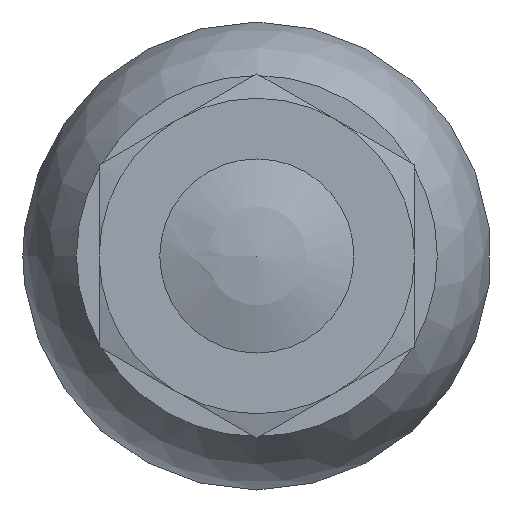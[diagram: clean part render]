
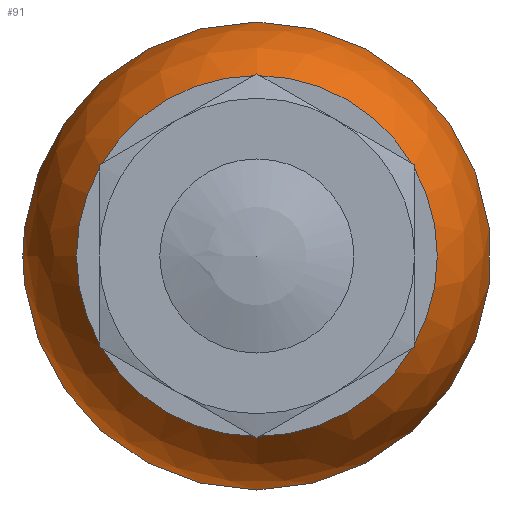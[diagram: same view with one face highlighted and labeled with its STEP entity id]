
A CAD part, left-side view. The second image highlights one B-rep face of the part: STEP entity #91.
In plain terms, the highlighted spherical face has radius 9.65 mm.
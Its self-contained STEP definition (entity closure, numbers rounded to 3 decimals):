
#91 = ADVANCED_FACE( '', ( #205, #206 ), #207, .T. );
#205 = FACE_OUTER_BOUND( '', #346, .T. );
#206 = FACE_OUTER_BOUND( '', #347, .T. );
#207 = SPHERICAL_SURFACE( '', #348, 9.65 );
#346 = EDGE_LOOP( '', ( #544 ) );
#347 = EDGE_LOOP( '', ( #545 ) );
#348 = AXIS2_PLACEMENT_3D( '', #546, #547, #548 );
#544 = ORIENTED_EDGE( '', *, *, #786, .T. );
#545 = ORIENTED_EDGE( '', *, *, #774, .F. );
#546 = CARTESIAN_POINT( '', ( 0., 0., 0. ) );
#547 = DIRECTION( '', ( 1., 0., 0. ) );
#548 = DIRECTION( '', ( 0., 1., 0. ) );
#774 = EDGE_CURVE( '', #911, #911, #912, .T. );
#786 = EDGE_CURVE( '', #929, #929, #930, .T. );
#911 = VERTEX_POINT( '', #1131 );
#912 = CIRCLE( '', #1132, 6.5 );
#929 = VERTEX_POINT( '', #1151 );
#930 = CIRCLE( '', #1152, 7.436 );
#1131 = CARTESIAN_POINT( '', ( 7.132, 6.5, 0. ) );
#1132 = AXIS2_PLACEMENT_3D( '', #1280, #1281, #1282 );
#1151 = CARTESIAN_POINT( '', ( -6.15, 7.436, 0. ) );
#1152 = AXIS2_PLACEMENT_3D( '', #1297, #1298, #1299 );
#1280 = CARTESIAN_POINT( '', ( 7.132, 0., 0. ) );
#1281 = DIRECTION( '', ( 1., 0., 0. ) );
#1282 = DIRECTION( '', ( 0., 1., 0. ) );
#1297 = CARTESIAN_POINT( '', ( -6.15, 0., 0. ) );
#1298 = DIRECTION( '', ( 1., 0., 0. ) );
#1299 = DIRECTION( '', ( 0., 1., 0. ) );
